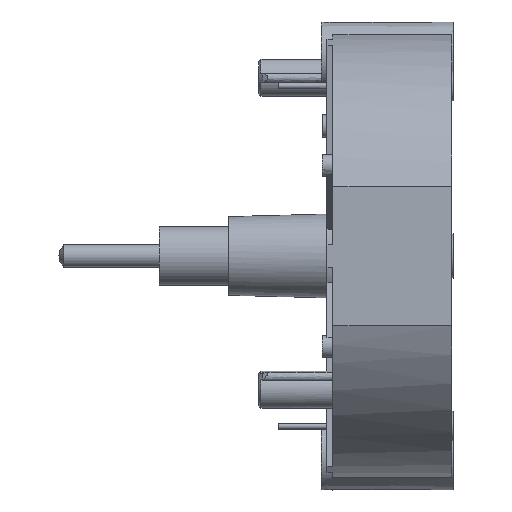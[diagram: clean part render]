
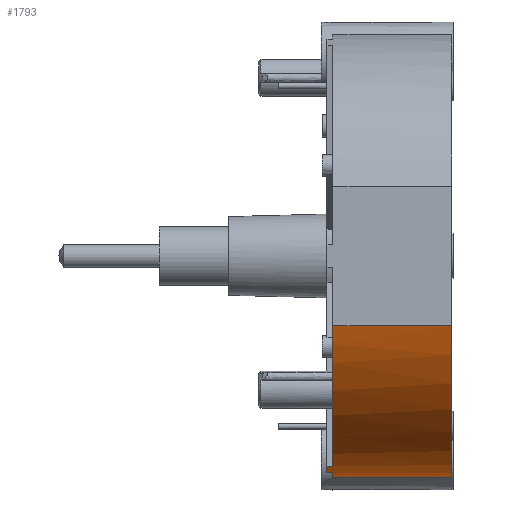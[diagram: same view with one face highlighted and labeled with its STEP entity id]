
A CAD part, left-side view. The second image highlights one B-rep face of the part: STEP entity #1793.
In plain terms, the highlighted free-form (B-spline) face has degree [2, 1] with [3, 2] control points.
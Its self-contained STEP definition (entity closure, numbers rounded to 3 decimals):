
#1392 = VERTEX_POINT('',#1393);
#1393 = CARTESIAN_POINT('',(-15.759,-7.302,
    -13.597));
#1399 = EDGE_CURVE('',#1400,#1392,#1402,.T.);
#1400 = VERTEX_POINT('',#1401);
#1401 = CARTESIAN_POINT('',(-15.759,0.,-13.597));
#1402 = B_SPLINE_CURVE_WITH_KNOTS('',1,(#1403,#1404),.UNSPECIFIED.,.F.,
  .F.,(2,2),(0.,8.),.PIECEWISE_BEZIER_KNOTS.);
#1403 = CARTESIAN_POINT('',(-15.759,0.,-13.597));
#1404 = CARTESIAN_POINT('',(-15.759,-7.302,
    -13.597));
#1651 = VERTEX_POINT('',#1652);
#1652 = CARTESIAN_POINT('',(-27.156,-7.302,
    -4.275));
#1657 = EDGE_CURVE('',#1651,#1392,#1658,.T.);
#1658 = ( BOUNDED_CURVE() B_SPLINE_CURVE(2,(#1659,#1660,#1661),
.UNSPECIFIED.,.F.,.F.) B_SPLINE_CURVE_WITH_KNOTS((3,3),(5.148,
6.283),.PIECEWISE_BEZIER_KNOTS.) CURVE() 
GEOMETRIC_REPRESENTATION_ITEM() RATIONAL_B_SPLINE_CURVE((1.,
0.843,1.)) REPRESENTATION_ITEM('') );
#1659 = CARTESIAN_POINT('',(-27.156,-7.302,
    -4.275));
#1660 = CARTESIAN_POINT('',(-24.43,-7.302,
    -12.57));
#1661 = CARTESIAN_POINT('',(-15.759,-7.302,
    -13.597));
#1793 = ADVANCED_FACE('',(#1794),#1841,.T.);
#1794 = FACE_BOUND('',#1795,.T.);
#1795 = EDGE_LOOP('',(#1796,#1804,#1805,#1806,#1813,#1821,#1828,#1836));
#1796 = ORIENTED_EDGE('',*,*,#1797,.F.);
#1797 = EDGE_CURVE('',#1400,#1798,#1800,.T.);
#1798 = VERTEX_POINT('',#1799);
#1799 = CARTESIAN_POINT('',(-17.34,0.,-13.315));
#1800 = ( BOUNDED_CURVE() B_SPLINE_CURVE(2,(#1801,#1802,#1803),
.UNSPECIFIED.,.F.,.F.) B_SPLINE_CURVE_WITH_KNOTS((3,3),(0.,0.117
),.PIECEWISE_BEZIER_KNOTS.) CURVE() GEOMETRIC_REPRESENTATION_ITEM() 
RATIONAL_B_SPLINE_CURVE((1.,0.998,1.)) REPRESENTATION_ITEM('') 
  );
#1801 = CARTESIAN_POINT('',(-15.759,0.,-13.597));
#1802 = CARTESIAN_POINT('',(-16.558,0.,-13.502));
#1803 = CARTESIAN_POINT('',(-17.34,0.,-13.315));
#1804 = ORIENTED_EDGE('',*,*,#1399,.T.);
#1805 = ORIENTED_EDGE('',*,*,#1657,.F.);
#1806 = ORIENTED_EDGE('',*,*,#1807,.F.);
#1807 = EDGE_CURVE('',#1808,#1651,#1810,.T.);
#1808 = VERTEX_POINT('',#1809);
#1809 = CARTESIAN_POINT('',(-27.156,0.,-4.275));
#1810 = B_SPLINE_CURVE_WITH_KNOTS('',1,(#1811,#1812),.UNSPECIFIED.,.F.,
  .F.,(2,2),(0.,8.),.PIECEWISE_BEZIER_KNOTS.);
#1811 = CARTESIAN_POINT('',(-27.156,0.,-4.275));
#1812 = CARTESIAN_POINT('',(-27.156,-7.302,
    -4.275));
#1813 = ORIENTED_EDGE('',*,*,#1814,.F.);
#1814 = EDGE_CURVE('',#1815,#1808,#1817,.T.);
#1815 = VERTEX_POINT('',#1816);
#1816 = CARTESIAN_POINT('',(-18.672,0.,-12.923));
#1817 = ( BOUNDED_CURVE() B_SPLINE_CURVE(2,(#1818,#1819,#1820),
.UNSPECIFIED.,.F.,.F.) B_SPLINE_CURVE_WITH_KNOTS((3,3),(0.219,
1.135),.PIECEWISE_BEZIER_KNOTS.) CURVE() 
GEOMETRIC_REPRESENTATION_ITEM() RATIONAL_B_SPLINE_CURVE((1.,
0.897,1.)) REPRESENTATION_ITEM('') );
#1818 = CARTESIAN_POINT('',(-18.672,0.,-12.923));
#1819 = CARTESIAN_POINT('',(-25.047,0.,-10.692));
#1820 = CARTESIAN_POINT('',(-27.156,0.,-4.275));
#1821 = ORIENTED_EDGE('',*,*,#1822,.T.);
#1822 = EDGE_CURVE('',#1815,#1823,#1825,.T.);
#1823 = VERTEX_POINT('',#1824);
#1824 = CARTESIAN_POINT('',(-18.672,0.365,
    -12.923));
#1825 = B_SPLINE_CURVE_WITH_KNOTS('',1,(#1826,#1827),.UNSPECIFIED.,.F.,
  .F.,(2,2),(0.,0.4),.PIECEWISE_BEZIER_KNOTS.);
#1826 = CARTESIAN_POINT('',(-18.672,0.,-12.923));
#1827 = CARTESIAN_POINT('',(-18.672,0.365,
    -12.923));
#1828 = ORIENTED_EDGE('',*,*,#1829,.F.);
#1829 = EDGE_CURVE('',#1830,#1823,#1832,.T.);
#1830 = VERTEX_POINT('',#1831);
#1831 = CARTESIAN_POINT('',(-17.34,0.365,
    -13.315));
#1832 = ( BOUNDED_CURVE() B_SPLINE_CURVE(2,(#1833,#1834,#1835),
.UNSPECIFIED.,.F.,.F.) B_SPLINE_CURVE_WITH_KNOTS((3,3),(0.117,
0.219),.PIECEWISE_BEZIER_KNOTS.) CURVE() 
GEOMETRIC_REPRESENTATION_ITEM() RATIONAL_B_SPLINE_CURVE((1.,
0.999,1.)) REPRESENTATION_ITEM('') );
#1833 = CARTESIAN_POINT('',(-17.34,0.365,
    -13.315));
#1834 = CARTESIAN_POINT('',(-18.016,0.365,
    -13.153));
#1835 = CARTESIAN_POINT('',(-18.672,0.365,
    -12.923));
#1836 = ORIENTED_EDGE('',*,*,#1837,.F.);
#1837 = EDGE_CURVE('',#1798,#1830,#1838,.T.);
#1838 = B_SPLINE_CURVE_WITH_KNOTS('',1,(#1839,#1840),.UNSPECIFIED.,.F.,
  .F.,(2,2),(0.,0.4),.PIECEWISE_BEZIER_KNOTS.);
#1839 = CARTESIAN_POINT('',(-17.34,0.,-13.315));
#1840 = CARTESIAN_POINT('',(-17.34,0.365,
    -13.315));
#1841 = ( BOUNDED_SURFACE() B_SPLINE_SURFACE(2,1,(
    (#1842,#1843)
    ,(#1844,#1845)
    ,(#1846,#1847
)),.UNSPECIFIED.,.F.,.F.,.F.) B_SPLINE_SURFACE_WITH_KNOTS((3,3),(2,2),(
    5.148,6.283),(-0.4,8.),.PIECEWISE_BEZIER_KNOTS.) 
GEOMETRIC_REPRESENTATION_ITEM() RATIONAL_B_SPLINE_SURFACE((
    (1.,1.)
    ,(0.843,0.843)
,(1.,1.))) REPRESENTATION_ITEM('') SURFACE() );
#1842 = CARTESIAN_POINT('',(-27.156,0.365,
    -4.275));
#1843 = CARTESIAN_POINT('',(-27.156,-7.302,
    -4.275));
#1844 = CARTESIAN_POINT('',(-24.43,0.365,
    -12.57));
#1845 = CARTESIAN_POINT('',(-24.43,-7.302,
    -12.57));
#1846 = CARTESIAN_POINT('',(-15.759,0.365,
    -13.597));
#1847 = CARTESIAN_POINT('',(-15.759,-7.302,
    -13.597));
